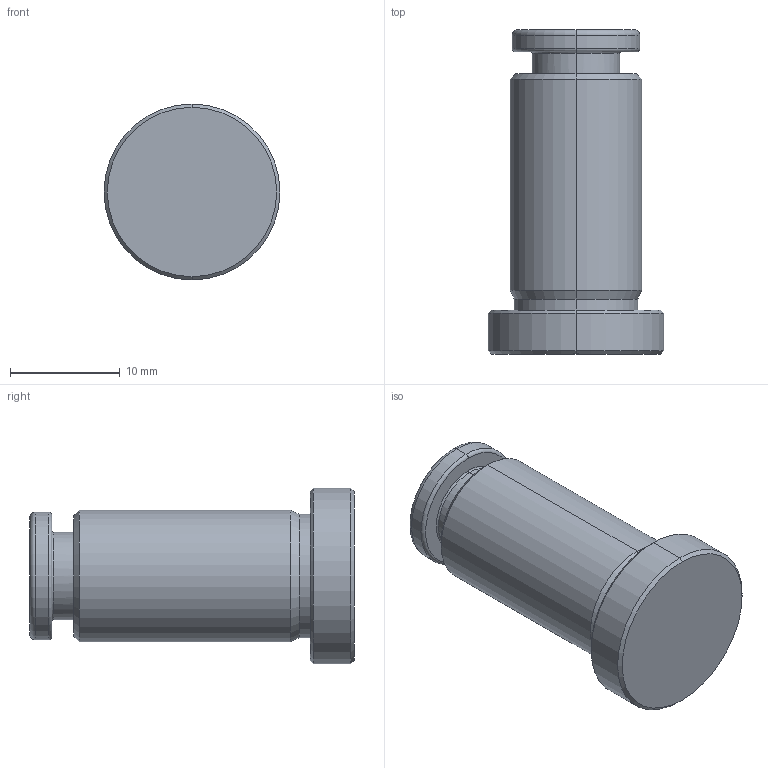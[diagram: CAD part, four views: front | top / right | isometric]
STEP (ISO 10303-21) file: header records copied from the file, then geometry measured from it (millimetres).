
FILE_DESCRIPTION (( 'STEP AP214' ), '1' );
FILE_NAME ('BE041216.STEP', '2013-06-21T07:15:43', ( '' ), ( '' ), 'SwSTEP 2.0', 'SolidWorks 2011', '' );
FILE_SCHEMA (( 'AUTOMOTIVE_DESIGN' ));
Length unit declared in the file: millimetre
Products named in the file (5): BE041216; 1bola238; 9BE041216_9BA.061418; 1muelle04compAE; 1Casq_pulsador-4L_Pulsador_06
Assembly tree (7 placements, depth 2):
  BE041216
    1bola238  x4
    9BE041216_9BA.061418
    1Casq_pulsador-4L_Pulsador_06
    1muelle04compAE
Bounding box: 16 x 29.5 x 16 mm (x, y, z)
Volume: 2929.9 mm3; surface area: 3170.2 mm2
Topology: 7 solids, 7 shells, 120 faces, 306 edges, 188 vertices
Faces by surface type: cylinder 42, cone 34, torus 20, plane 14, sphere 8, bspline 2
Entity records: 5034 total; most frequent: CARTESIAN_POINT 2162, DIRECTION 582, ORIENTED_EDGE 560, EDGE_CURVE 280, AXIS2_PLACEMENT_3D 256, VERTEX_POINT 170, CIRCLE 134, EDGE_LOOP 124
